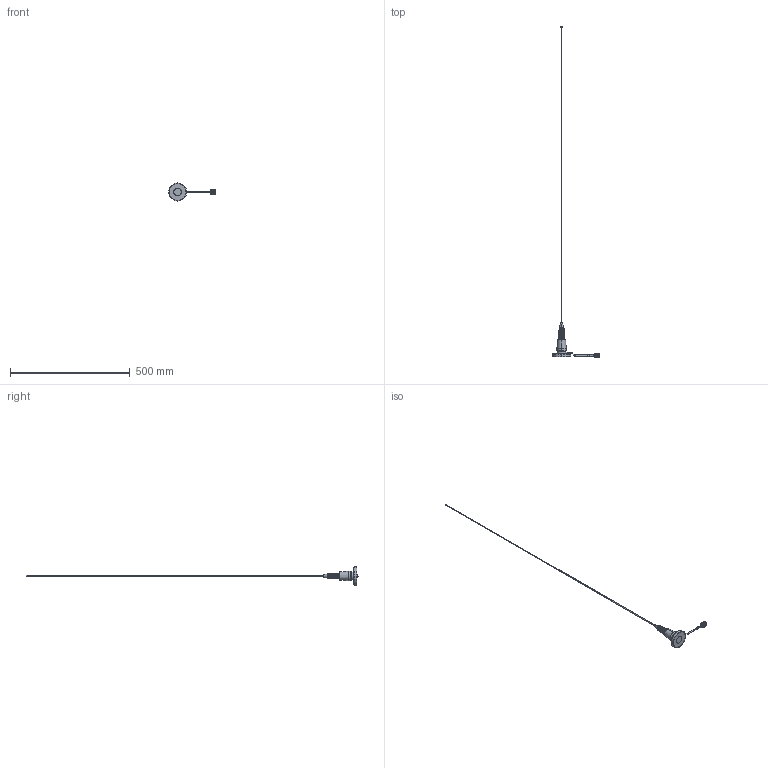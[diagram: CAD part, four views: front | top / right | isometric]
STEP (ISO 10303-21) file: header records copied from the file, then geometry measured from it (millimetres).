
FILE_DESCRIPTION (( 'STEP AP214' ), '1' );
FILE_NAME ('FMANMOB1008-NM_3D.step', '2023-03-15T17:49:11', ( '' ), ( '' ), 'SwSTEP 2.0', 'SolidWorks 2022', '' );
FILE_SCHEMA (( 'AUTOMOTIVE_DESIGN' ));
Length unit declared in the file: inch
Products named in the file (6): 1086 230124; FMMA1-NMA10; Copy of HeatShrink-195-3_230124^FMMA1-NMA10; FMANMOB1008-NM_3D; Copy of NM 230124^FMMA1-NMA10_CRIMPED; Copy of NMO Base w Cable^FMMA1-NMA10
Assembly tree (5 placements, depth 3):
  FMANMOB1008-NM_3D
    FMMA1-NMA10
      Copy of NMO Base w Cable^FMMA1-NMA10
      Copy of HeatShrink-195-3_230124^FMMA1-NMA10
      Copy of NM 230124^FMMA1-NMA10_CRIMPED
    1086 230124
Bounding box: 196.27 x 1386.33 x 76 mm (x, y, z)
Volume: 143445.2 mm3; surface area: 77388.4 mm2
Topology: 11 solids, 11 shells, 2575 faces, 5589 edges, 3044 vertices
Faces by surface type: bspline 1806, cylinder 628, plane 81, cone 42, torus 16, sphere 2
Entity records: 105575 total; most frequent: CARTESIAN_POINT 67966, ORIENTED_EDGE 11150, EDGE_CURVE 5575, VERTEX_POINT 3041, DIRECTION 2873, EDGE_LOOP 2612, FACE_OUTER_BOUND 2575, ADVANCED_FACE 2575
